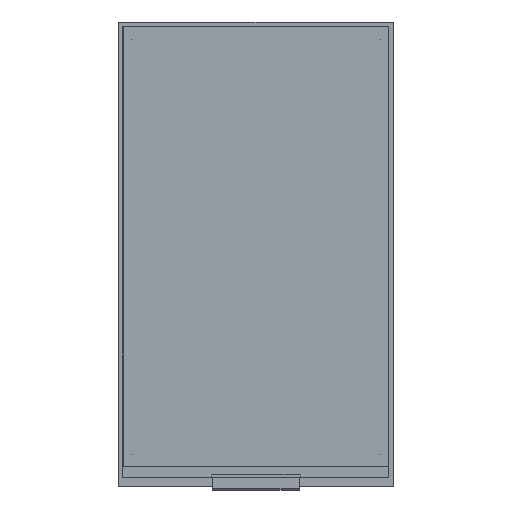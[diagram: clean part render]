
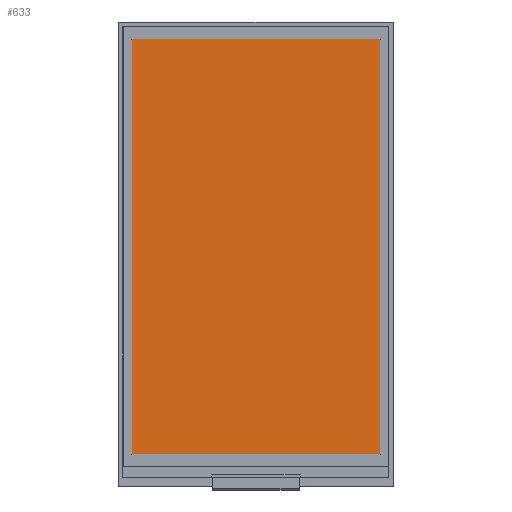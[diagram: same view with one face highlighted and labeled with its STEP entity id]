
A CAD part, top view. The second image highlights one B-rep face of the part: STEP entity #633.
In plain terms, the highlighted planar face has unit normal (0, 0, 1).
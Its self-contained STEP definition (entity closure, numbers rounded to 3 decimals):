
#26=PLANE('',#692);
#59=FACE_OUTER_BOUND('',#93,.T.);
#93=EDGE_LOOP('',(#453,#454,#455,#456));
#132=LINE('',#903,#212);
#135=LINE('',#909,#215);
#138=LINE('',#915,#218);
#141=LINE('',#919,#221);
#212=VECTOR('',#741,10.);
#215=VECTOR('',#746,10.);
#218=VECTOR('',#751,10.);
#221=VECTOR('',#756,10.);
#297=VERTEX_POINT('',#900);
#298=VERTEX_POINT('',#902);
#300=VERTEX_POINT('',#908);
#302=VERTEX_POINT('',#914);
#354=EDGE_CURVE('',#298,#297,#132,.T.);
#357=EDGE_CURVE('',#300,#298,#135,.T.);
#360=EDGE_CURVE('',#302,#300,#138,.T.);
#363=EDGE_CURVE('',#297,#302,#141,.T.);
#453=ORIENTED_EDGE('',*,*,#363,.T.);
#454=ORIENTED_EDGE('',*,*,#360,.T.);
#455=ORIENTED_EDGE('',*,*,#357,.T.);
#456=ORIENTED_EDGE('',*,*,#354,.T.);
#633=ADVANCED_FACE('',(#59),#26,.T.);
#692=AXIS2_PLACEMENT_3D('',#920,#757,#758);
#741=DIRECTION('',(1.,0.,0.));
#746=DIRECTION('',(0.,-1.,0.));
#751=DIRECTION('',(-1.,0.,0.));
#756=DIRECTION('',(0.,1.,0.));
#757=DIRECTION('center_axis',(0.,0.,1.));
#758=DIRECTION('ref_axis',(1.,0.,0.));
#900=CARTESIAN_POINT('',(54.486,6.819,2.3));
#902=CARTESIAN_POINT('',(2.646,6.819,2.3));
#903=CARTESIAN_POINT('',(2.646,6.819,2.3));
#908=CARTESIAN_POINT('',(2.646,93.219,2.3));
#909=CARTESIAN_POINT('',(2.646,93.219,2.3));
#914=CARTESIAN_POINT('',(54.486,93.219,2.3));
#915=CARTESIAN_POINT('',(54.486,93.219,2.3));
#919=CARTESIAN_POINT('',(54.486,6.819,2.3));
#920=CARTESIAN_POINT('Origin',(28.566,50.019,2.3));
